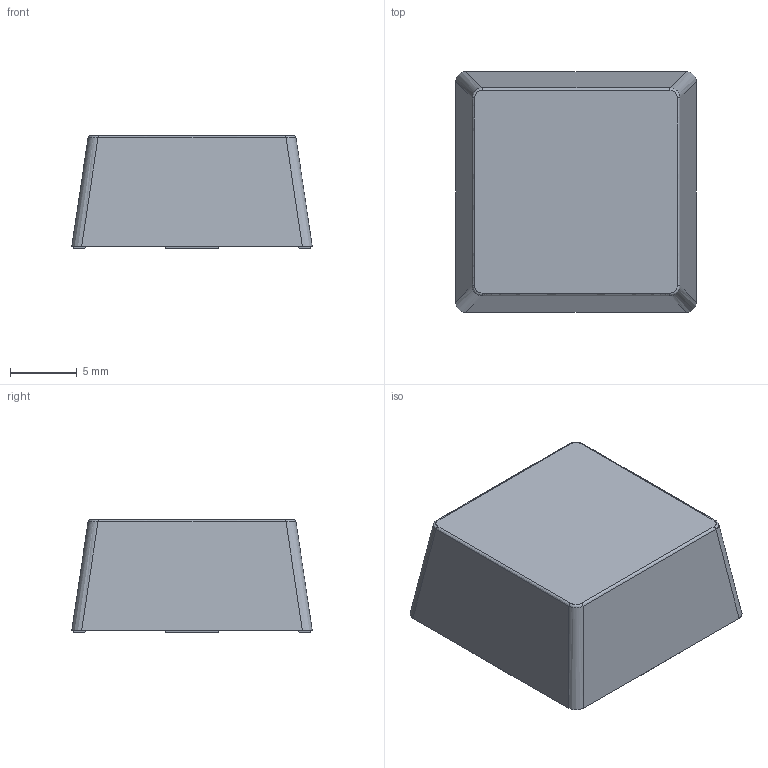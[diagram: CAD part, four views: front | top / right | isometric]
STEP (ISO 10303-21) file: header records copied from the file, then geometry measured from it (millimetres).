
FILE_DESCRIPTION(('FreeCAD Model'),'2;1');
FILE_NAME('Open CASCADE Shape Model','2023-07-23T15:24:14',(''),(''), 'Open CASCADE STEP processor 7.6','FreeCAD','Unknown');
FILE_SCHEMA(('AUTOMOTIVE_DESIGN { 1 0 10303 214 1 1 1 1 }'));
Length unit declared in the file: millimetre
Products named in the file (3): beschr__Kappe; beschr. Kappe Abdeckung; beschr. Kappe Unterteil
Assembly tree (2 placements, depth 2):
  beschr__Kappe
    beschr. Kappe Abdeckung
    beschr. Kappe Unterteil
Bounding box: 18 x 18 x 8.45 mm (x, y, z)
Volume: 1329.7 mm3; surface area: 2657.2 mm2
Topology: 2 solids, 2 shells, 109 faces, 263 edges, 166 vertices
Faces by surface type: plane 72, bspline 36, cylinder 1
Full cylindrical faces by diameter (mm): 6.8 x1
Entity records: 5370 total; most frequent: CARTESIAN_POINT 3099, ORIENTED_EDGE 526, DIRECTION 345, EDGE_CURVE 263, LINE 173, VECTOR 173, VERTEX_POINT 166, FACE_BOUND 117
